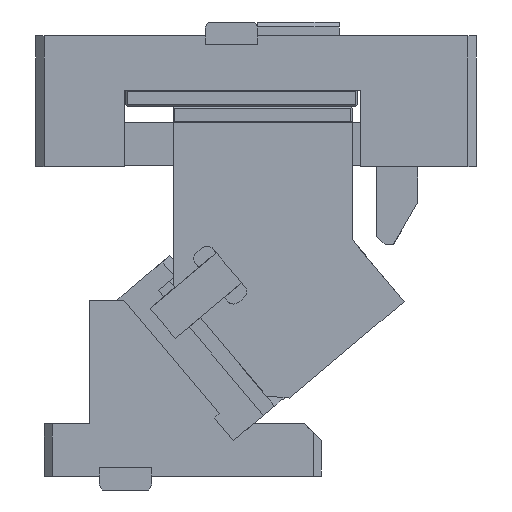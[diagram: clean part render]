
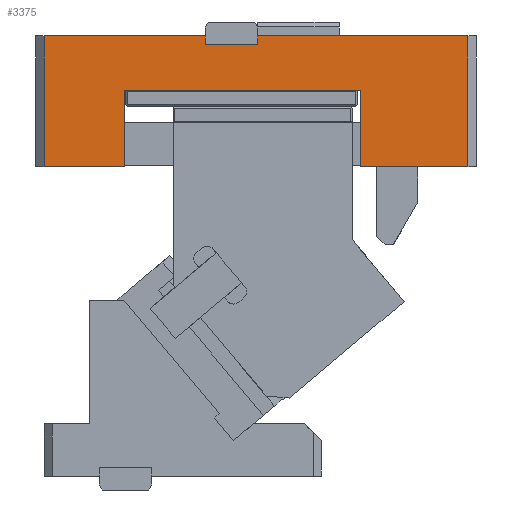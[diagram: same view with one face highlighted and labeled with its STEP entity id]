
A CAD part, front view. The second image highlights one B-rep face of the part: STEP entity #3375.
In plain terms, the highlighted planar face has unit normal (0, -1, 0).
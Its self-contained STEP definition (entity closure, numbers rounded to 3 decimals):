
#3212=CARTESIAN_POINT('Line Origine',(121.628,0.,236.749)) ;
#3216=CARTESIAN_POINT('Vertex',(194.128,0.,236.749)) ;
#3218=CARTESIAN_POINT('Vertex',(49.128,0.,236.749)) ;
#3281=CARTESIAN_POINT('Axis2P3D Location',(44.3,0.,258.782)) ;
#3286=CARTESIAN_POINT('Line Origine',(195.5,0.,270.)) ;
#3290=CARTESIAN_POINT('Vertex',(131.,0.,270.)) ;
#3292=CARTESIAN_POINT('Vertex',(260.,0.,270.)) ;
#3295=CARTESIAN_POINT('Line Origine',(131.,0.,267.25)) ;
#3299=CARTESIAN_POINT('Vertex',(131.,0.,264.5)) ;
#3302=CARTESIAN_POINT('Line Origine',(115.,0.,264.5)) ;
#3306=CARTESIAN_POINT('Vertex',(99.,0.,264.5)) ;
#3309=CARTESIAN_POINT('Line Origine',(99.,0.,267.25)) ;
#3313=CARTESIAN_POINT('Vertex',(99.,0.,270.)) ;
#3316=CARTESIAN_POINT('Line Origine',(49.5,0.,270.)) ;
#3320=CARTESIAN_POINT('Vertex',(0.,0.,270.)) ;
#3323=CARTESIAN_POINT('Line Origine',(0.,0.,229.874)) ;
#3327=CARTESIAN_POINT('Vertex',(0.,0.,189.749)) ;
#3330=CARTESIAN_POINT('Line Origine',(24.564,0.,189.749)) ;
#3334=CARTESIAN_POINT('Vertex',(49.128,0.,189.749)) ;
#3337=CARTESIAN_POINT('Line Origine',(49.128,0.,213.249)) ;
#3342=CARTESIAN_POINT('Line Origine',(194.128,0.,213.249)) ;
#3346=CARTESIAN_POINT('Vertex',(194.128,0.,189.749)) ;
#3349=CARTESIAN_POINT('Line Origine',(227.064,0.,189.749)) ;
#3353=CARTESIAN_POINT('Vertex',(260.,0.,189.749)) ;
#3356=CARTESIAN_POINT('Line Origine',(260.,0.,229.874)) ;
#3213=DIRECTION('Vector Direction',(-1.,0.,0.)) ;
#3282=DIRECTION('Axis2P3D Direction',(0.,-1.,0.)) ;
#3283=DIRECTION('Axis2P3D XDirection',(0.985,0.,-0.174)) ;
#3287=DIRECTION('Vector Direction',(1.,0.,0.)) ;
#3296=DIRECTION('Vector Direction',(0.,0.,1.)) ;
#3303=DIRECTION('Vector Direction',(1.,0.,0.)) ;
#3310=DIRECTION('Vector Direction',(0.,0.,-1.)) ;
#3317=DIRECTION('Vector Direction',(1.,0.,0.)) ;
#3324=DIRECTION('Vector Direction',(0.,0.,1.)) ;
#3331=DIRECTION('Vector Direction',(-1.,0.,0.)) ;
#3338=DIRECTION('Vector Direction',(0.,0.,-1.)) ;
#3343=DIRECTION('Vector Direction',(0.,0.,-1.)) ;
#3350=DIRECTION('Vector Direction',(-1.,0.,0.)) ;
#3357=DIRECTION('Vector Direction',(0.,0.,-1.)) ;
#3284=AXIS2_PLACEMENT_3D('Plane Axis2P3D',#3281,#3282,#3283) ;
#3362=ORIENTED_EDGE('',*,*,#3294,.F.) ;
#3363=ORIENTED_EDGE('',*,*,#3301,.F.) ;
#3364=ORIENTED_EDGE('',*,*,#3308,.F.) ;
#3365=ORIENTED_EDGE('',*,*,#3315,.F.) ;
#3366=ORIENTED_EDGE('',*,*,#3322,.F.) ;
#3367=ORIENTED_EDGE('',*,*,#3329,.T.) ;
#3368=ORIENTED_EDGE('',*,*,#3336,.F.) ;
#3369=ORIENTED_EDGE('',*,*,#3341,.F.) ;
#3370=ORIENTED_EDGE('',*,*,#3220,.F.) ;
#3371=ORIENTED_EDGE('',*,*,#3348,.T.) ;
#3372=ORIENTED_EDGE('',*,*,#3355,.F.) ;
#3373=ORIENTED_EDGE('',*,*,#3360,.F.) ;
#3214=VECTOR('Line Direction',#3213,1.) ;
#3288=VECTOR('Line Direction',#3287,1.) ;
#3297=VECTOR('Line Direction',#3296,1.) ;
#3304=VECTOR('Line Direction',#3303,1.) ;
#3311=VECTOR('Line Direction',#3310,1.) ;
#3318=VECTOR('Line Direction',#3317,1.) ;
#3325=VECTOR('Line Direction',#3324,1.) ;
#3332=VECTOR('Line Direction',#3331,1.) ;
#3339=VECTOR('Line Direction',#3338,1.) ;
#3344=VECTOR('Line Direction',#3343,1.) ;
#3351=VECTOR('Line Direction',#3350,1.) ;
#3358=VECTOR('Line Direction',#3357,1.) ;
#3375=ADVANCED_FACE('CAM HOLDER',(#3374),#3285,.T.) ;
#3220=EDGE_CURVE('',#3217,#3219,#3215,.T.) ;
#3294=EDGE_CURVE('',#3291,#3293,#3289,.T.) ;
#3301=EDGE_CURVE('',#3300,#3291,#3298,.T.) ;
#3308=EDGE_CURVE('',#3307,#3300,#3305,.T.) ;
#3315=EDGE_CURVE('',#3314,#3307,#3312,.T.) ;
#3322=EDGE_CURVE('',#3321,#3314,#3319,.T.) ;
#3329=EDGE_CURVE('',#3321,#3328,#3326,.F.) ;
#3336=EDGE_CURVE('',#3335,#3328,#3333,.T.) ;
#3341=EDGE_CURVE('',#3219,#3335,#3340,.T.) ;
#3348=EDGE_CURVE('',#3217,#3347,#3345,.T.) ;
#3355=EDGE_CURVE('',#3354,#3347,#3352,.T.) ;
#3360=EDGE_CURVE('',#3293,#3354,#3359,.T.) ;
#3361=EDGE_LOOP('',(#3362,#3363,#3364,#3365,#3366,#3367,#3368,#3369,#3370,#3371,#3372,#3373)) ;
#3374=FACE_OUTER_BOUND('',#3361,.T.) ;
#3215=LINE('Line',#3212,#3214) ;
#3289=LINE('Line',#3286,#3288) ;
#3298=LINE('Line',#3295,#3297) ;
#3305=LINE('Line',#3302,#3304) ;
#3312=LINE('Line',#3309,#3311) ;
#3319=LINE('Line',#3316,#3318) ;
#3326=LINE('Line',#3323,#3325) ;
#3333=LINE('Line',#3330,#3332) ;
#3340=LINE('Line',#3337,#3339) ;
#3345=LINE('Line',#3342,#3344) ;
#3352=LINE('Line',#3349,#3351) ;
#3359=LINE('Line',#3356,#3358) ;
#3285=PLANE('Plane',#3284) ;
#3217=VERTEX_POINT('',#3216) ;
#3219=VERTEX_POINT('',#3218) ;
#3291=VERTEX_POINT('',#3290) ;
#3293=VERTEX_POINT('',#3292) ;
#3300=VERTEX_POINT('',#3299) ;
#3307=VERTEX_POINT('',#3306) ;
#3314=VERTEX_POINT('',#3313) ;
#3321=VERTEX_POINT('',#3320) ;
#3328=VERTEX_POINT('',#3327) ;
#3335=VERTEX_POINT('',#3334) ;
#3347=VERTEX_POINT('',#3346) ;
#3354=VERTEX_POINT('',#3353) ;
